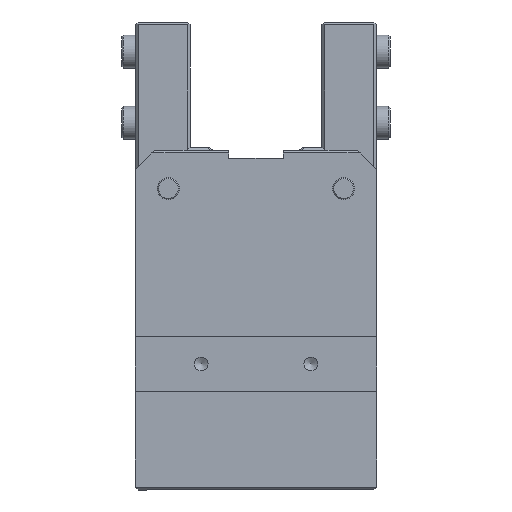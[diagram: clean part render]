
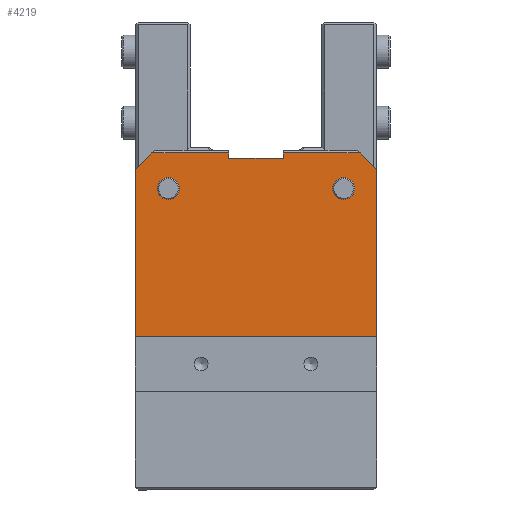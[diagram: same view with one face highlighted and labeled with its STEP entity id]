
A CAD part, front view. The second image highlights one B-rep face of the part: STEP entity #4219.
In plain terms, the highlighted face is planar.
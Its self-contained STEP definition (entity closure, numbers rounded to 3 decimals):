
#108=FACE_BOUND('',#705,.T.);
#109=FACE_BOUND('',#706,.T.);
#198=PLANE('',#4645);
#444=FACE_OUTER_BOUND('',#704,.T.);
#704=EDGE_LOOP('',(#3398,#3399,#3400,#3401,#3402,#3403,#3404,#3405,#3406,
#3407));
#705=EDGE_LOOP('',(#3408));
#706=EDGE_LOOP('',(#3409));
#1039=LINE('',#6733,#1487);
#1044=LINE('',#6746,#1492);
#1045=LINE('',#6748,#1493);
#1046=LINE('',#6750,#1494);
#1047=LINE('',#6752,#1495);
#1048=LINE('',#6754,#1496);
#1049=LINE('',#6756,#1497);
#1050=LINE('',#6758,#1498);
#1051=LINE('',#6760,#1499);
#1052=LINE('',#6761,#1500);
#1487=VECTOR('',#5423,1000.);
#1492=VECTOR('',#5434,1000.);
#1493=VECTOR('',#5435,1000.);
#1494=VECTOR('',#5436,1000.);
#1495=VECTOR('',#5437,1000.);
#1496=VECTOR('',#5438,1000.);
#1497=VECTOR('',#5439,1000.);
#1498=VECTOR('',#5440,1000.);
#1499=VECTOR('',#5441,1000.);
#1500=VECTOR('',#5442,1000.);
#1826=CIRCLE('',#4646,2.);
#1827=CIRCLE('',#4647,2.);
#2048=VERTEX_POINT('',#6730);
#2049=VERTEX_POINT('',#6732);
#2054=VERTEX_POINT('',#6745);
#2055=VERTEX_POINT('',#6747);
#2056=VERTEX_POINT('',#6749);
#2057=VERTEX_POINT('',#6751);
#2058=VERTEX_POINT('',#6753);
#2059=VERTEX_POINT('',#6755);
#2060=VERTEX_POINT('',#6757);
#2061=VERTEX_POINT('',#6759);
#2062=VERTEX_POINT('',#6762);
#2063=VERTEX_POINT('',#6764);
#2534=EDGE_CURVE('',#2049,#2048,#1039,.T.);
#2540=EDGE_CURVE('',#2054,#2049,#1044,.T.);
#2541=EDGE_CURVE('',#2048,#2055,#1045,.T.);
#2542=EDGE_CURVE('',#2056,#2055,#1046,.T.);
#2543=EDGE_CURVE('',#2056,#2057,#1047,.T.);
#2544=EDGE_CURVE('',#2057,#2058,#1048,.T.);
#2545=EDGE_CURVE('',#2058,#2059,#1049,.T.);
#2546=EDGE_CURVE('',#2060,#2059,#1050,.T.);
#2547=EDGE_CURVE('',#2060,#2061,#1051,.T.);
#2548=EDGE_CURVE('',#2061,#2054,#1052,.T.);
#2549=EDGE_CURVE('',#2062,#2062,#1826,.T.);
#2550=EDGE_CURVE('',#2063,#2063,#1827,.T.);
#3398=ORIENTED_EDGE('',*,*,#2540,.T.);
#3399=ORIENTED_EDGE('',*,*,#2534,.T.);
#3400=ORIENTED_EDGE('',*,*,#2541,.T.);
#3401=ORIENTED_EDGE('',*,*,#2542,.F.);
#3402=ORIENTED_EDGE('',*,*,#2543,.T.);
#3403=ORIENTED_EDGE('',*,*,#2544,.T.);
#3404=ORIENTED_EDGE('',*,*,#2545,.T.);
#3405=ORIENTED_EDGE('',*,*,#2546,.F.);
#3406=ORIENTED_EDGE('',*,*,#2547,.T.);
#3407=ORIENTED_EDGE('',*,*,#2548,.T.);
#3408=ORIENTED_EDGE('',*,*,#2549,.F.);
#3409=ORIENTED_EDGE('',*,*,#2550,.F.);
#4219=ADVANCED_FACE('',(#444,#108,#109),#198,.F.);
#4645=AXIS2_PLACEMENT_3D('',#6744,#5432,#5433);
#4646=AXIS2_PLACEMENT_3D('',#6763,#5443,#5444);
#4647=AXIS2_PLACEMENT_3D('',#6765,#5445,#5446);
#5423=DIRECTION('',(0.,-1.,0.));
#5432=DIRECTION('center_axis',(0.,0.,-1.));
#5433=DIRECTION('ref_axis',(-1.,0.,0.));
#5434=DIRECTION('',(-1.,0.,0.));
#5435=DIRECTION('',(0.707,-0.707,0.));
#5436=DIRECTION('',(-1.,0.,0.));
#5437=DIRECTION('',(0.,1.,0.));
#5438=DIRECTION('',(1.,0.,0.));
#5439=DIRECTION('',(0.,-1.,0.));
#5440=DIRECTION('',(-1.,0.,0.));
#5441=DIRECTION('',(0.707,0.707,0.));
#5442=DIRECTION('',(0.,1.,0.));
#5443=DIRECTION('center_axis',(0.,0.,1.));
#5444=DIRECTION('ref_axis',(1.,0.,0.));
#5445=DIRECTION('center_axis',(0.,0.,1.));
#5446=DIRECTION('ref_axis',(1.,0.,0.));
#6730=CARTESIAN_POINT('',(-22.,3.5,14.5));
#6732=CARTESIAN_POINT('',(-22.,34.,14.5));
#6733=CARTESIAN_POINT('',(-22.,61.5,14.5));
#6744=CARTESIAN_POINT('Origin',(-22.,0.,14.5));
#6745=CARTESIAN_POINT('',(22.,34.,14.5));
#6746=CARTESIAN_POINT('',(22.,34.,14.5));
#6747=CARTESIAN_POINT('',(-19.,0.5,14.5));
#6748=CARTESIAN_POINT('',(-18.5,0.,14.5));
#6749=CARTESIAN_POINT('',(-5.,0.5,14.5));
#6750=CARTESIAN_POINT('',(22.,0.5,14.5));
#6751=CARTESIAN_POINT('',(-5.,1.5,14.5));
#6752=CARTESIAN_POINT('',(-5.,1.5,14.5));
#6753=CARTESIAN_POINT('',(5.,1.5,14.5));
#6754=CARTESIAN_POINT('',(-5.,1.5,14.5));
#6755=CARTESIAN_POINT('',(5.,0.5,14.5));
#6756=CARTESIAN_POINT('',(5.,1.5,14.5));
#6757=CARTESIAN_POINT('',(19.,0.5,14.5));
#6758=CARTESIAN_POINT('',(22.,0.5,14.5));
#6759=CARTESIAN_POINT('',(22.,3.5,14.5));
#6760=CARTESIAN_POINT('',(18.5,0.,14.5));
#6761=CARTESIAN_POINT('',(22.,61.5,14.5));
#6762=CARTESIAN_POINT('',(18.,7.,14.5));
#6763=CARTESIAN_POINT('Origin',(16.,7.,14.5));
#6764=CARTESIAN_POINT('',(-14.,7.,14.5));
#6765=CARTESIAN_POINT('Origin',(-16.,7.,14.5));
